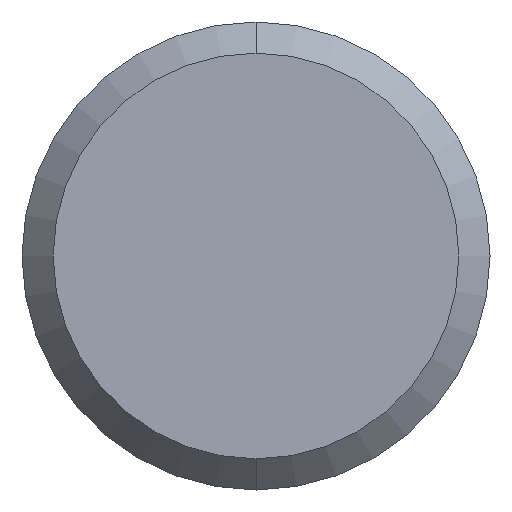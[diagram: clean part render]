
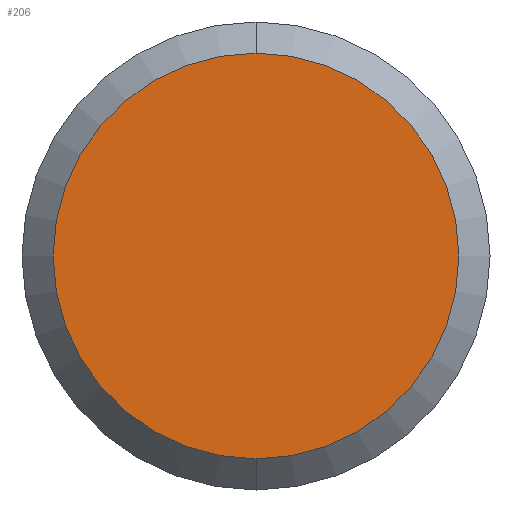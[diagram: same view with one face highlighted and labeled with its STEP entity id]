
A CAD part, front view. The second image highlights one B-rep face of the part: STEP entity #206.
In plain terms, the highlighted planar face has unit normal (0, -1, 0).
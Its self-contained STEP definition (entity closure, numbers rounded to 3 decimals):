
#14 = AXIS2_PLACEMENT_3D ( 'NONE', #215, #120, #46 ) ;
#39 = EDGE_LOOP ( 'NONE', ( #222, #163 ) ) ;
#44 = CARTESIAN_POINT ( 'NONE',  ( 0., 0., 0.65 ) ) ;
#46 = DIRECTION ( 'NONE',  ( 0., 0., 1. ) ) ;
#66 = EDGE_CURVE ( 'NONE', #116, #142, #92, .T. ) ;
#79 = DIRECTION ( 'NONE',  ( 0., -1., 0. ) ) ;
#92 = CIRCLE ( 'NONE', #113, 0.65 ) ;
#96 = DIRECTION ( 'NONE',  ( 0., 0., 1. ) ) ;
#99 = DIRECTION ( 'NONE',  ( 0., -1., 0. ) ) ;
#113 = AXIS2_PLACEMENT_3D ( 'NONE', #193, #99, #135 ) ;
#116 = VERTEX_POINT ( 'NONE', #176 ) ;
#120 = DIRECTION ( 'NONE',  ( 0., 1., 0. ) ) ;
#135 = DIRECTION ( 'NONE',  ( 0., 0., 1. ) ) ;
#142 = VERTEX_POINT ( 'NONE', #44 ) ;
#144 = FACE_OUTER_BOUND ( 'NONE', #39, .T. ) ;
#148 = AXIS2_PLACEMENT_3D ( 'NONE', #175, #79, #96 ) ;
#163 = ORIENTED_EDGE ( 'NONE', *, *, #66, .T. ) ;
#170 = EDGE_CURVE ( 'NONE', #142, #116, #191, .T. ) ;
#175 = CARTESIAN_POINT ( 'NONE',  ( 0., 0., 0. ) ) ;
#176 = CARTESIAN_POINT ( 'NONE',  ( 0., 0., -0.65 ) ) ;
#191 = CIRCLE ( 'NONE', #148, 0.65 ) ;
#193 = CARTESIAN_POINT ( 'NONE',  ( 0., 0., 0. ) ) ;
#196 = PLANE ( 'NONE',  #14 ) ;
#206 = ADVANCED_FACE ( 'NONE', ( #144 ), #196, .F. ) ;
#215 = CARTESIAN_POINT ( 'NONE',  ( 0., 0., 0. ) ) ;
#222 = ORIENTED_EDGE ( 'NONE', *, *, #170, .T. ) ;
